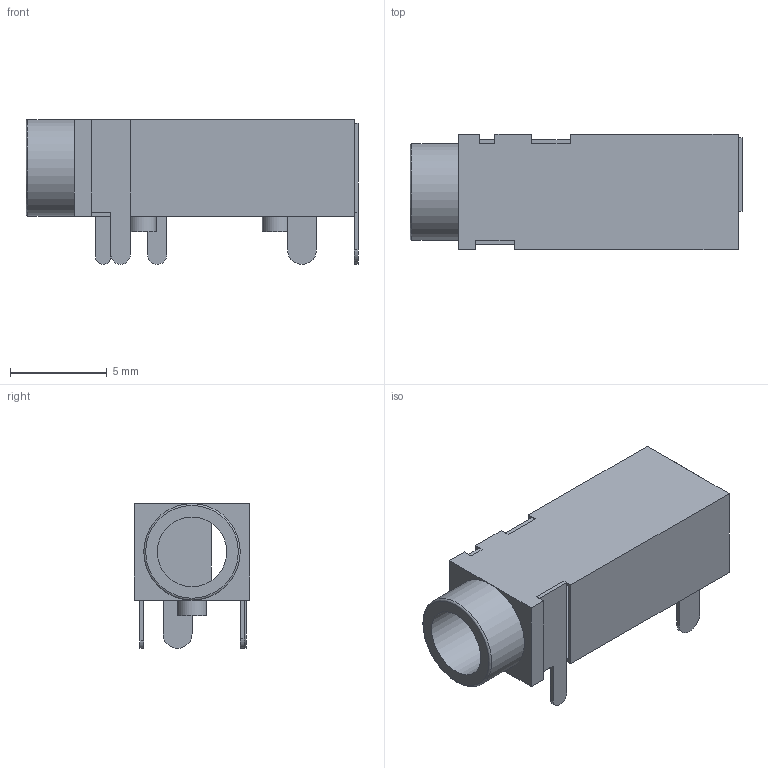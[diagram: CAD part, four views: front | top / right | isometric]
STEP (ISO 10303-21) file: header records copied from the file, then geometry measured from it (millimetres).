
FILE_DESCRIPTION(/* description */ (''),/* implementation_level */ '2;1');
FILE_NAME(/* name */ 'PJ-328A0-B.step',/* time_stamp */ '2020-12-11T22:59:43+08:00',/* author */ (''),/* organization */ (''),/* preprocessor_version */ 'ST-DEVELOPER v18.1',/* originating_system */ 'Autodesk Translation Framework v9.7.0.1280',/* authorisation */ '');
FILE_SCHEMA (('AUTOMOTIVE_DESIGN { 1 0 10303 214 3 1 1 }'));
Length unit declared in the file: millimetre
Products named in the file (4): PJ-328A0-B; 耳机插座; 壳体; 引脚
Assembly tree (3 placements, depth 3):
  PJ-328A0-B
    耳机插座
      壳体
      引脚
Bounding box: 17.2 x 6 x 7.5 mm (x, y, z)
Volume: 99.9 mm3; surface area: 844.4 mm2
Topology: 6 solids, 6 shells, 80 faces, 214 edges, 142 vertices
Faces by surface type: plane 70, cylinder 9, torus 1
Full cylindrical faces by diameter (mm): 1.5 x2, 3.6 x1, 5 x1
Entity records: 2605 total; most frequent: CARTESIAN_POINT 444, ORIENTED_EDGE 428, DIRECTION 413, EDGE_CURVE 214, LINE 191, VECTOR 191, VERTEX_POINT 142, AXIS2_PLACEMENT_3D 111
